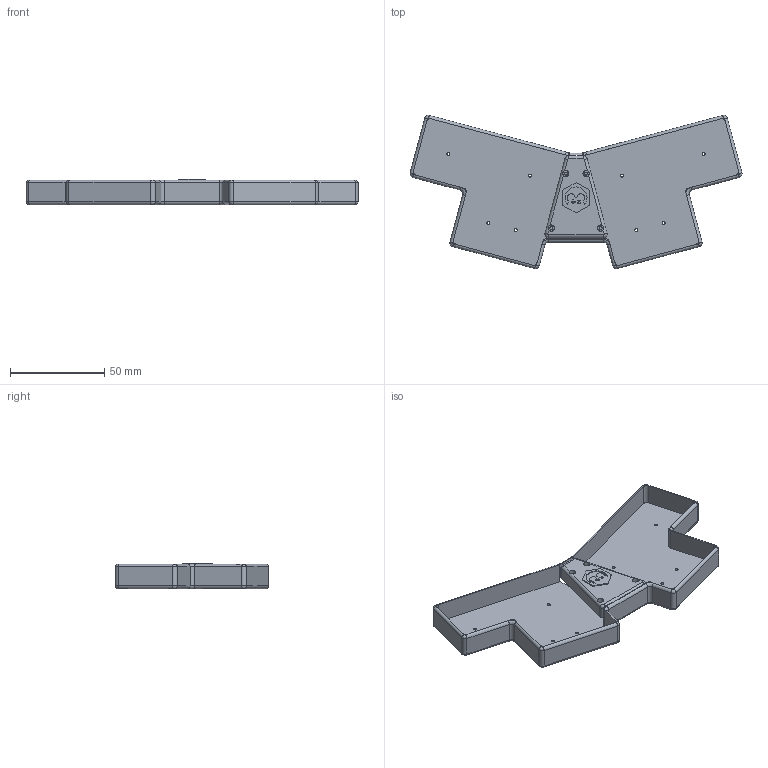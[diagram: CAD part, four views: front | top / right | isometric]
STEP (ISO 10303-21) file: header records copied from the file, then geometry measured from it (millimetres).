
FILE_DESCRIPTION(/* description */ (''),/* implementation_level */ '2;1');
FILE_NAME(/* name */ 'rattlemebonez32 v7.step',/* time_stamp */ '2024-04-07T21:11:59-05:00',/* author */ (''),/* organization */ (''),/* preprocessor_version */ 'ST-DEVELOPER v20',/* originating_system */ 'Autodesk Translation Framework v12.20.1.177',/* authorisation */ '');
FILE_SCHEMA (('AUTOMOTIVE_DESIGN { 1 0 10303 214 3 1 1 }'));
Length unit declared in the file: millimetre
Products named in the file (1): rattlemebonez32
Bounding box: 176.27 x 81.35 x 13.6 mm (x, y, z)
Volume: 33371.5 mm3; surface area: 32938.9 mm2
Topology: 2 solids, 2 shells, 229 faces, 585 edges, 362 vertices
Faces by surface type: plane 88, cylinder 81, bspline 50, torus 10
Full cylindrical faces by diameter (mm): 1.6 x12, 3.3 x4
Entity records: 7177 total; most frequent: CARTESIAN_POINT 1813, ORIENTED_EDGE 1170, DIRECTION 1065, EDGE_CURVE 585, AXIS2_PLACEMENT_3D 370, VERTEX_POINT 362, LINE 325, VECTOR 325
